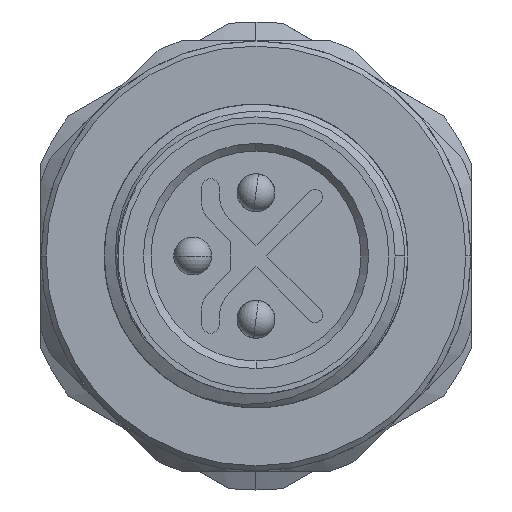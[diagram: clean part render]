
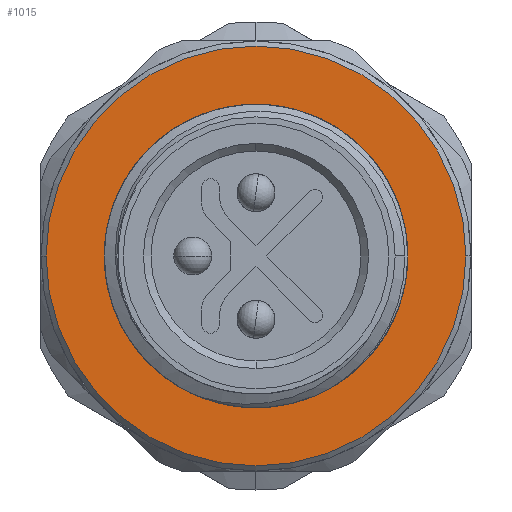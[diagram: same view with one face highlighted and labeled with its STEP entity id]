
A CAD part, left-side view. The second image highlights one B-rep face of the part: STEP entity #1015.
In plain terms, the highlighted planar face has unit normal (-1, 0, 0).
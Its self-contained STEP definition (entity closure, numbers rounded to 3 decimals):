
#25 = EDGE_LOOP ( 'NONE', ( #6648, #12111 ) ) ;
#173 = CARTESIAN_POINT ( 'NONE',  ( 7.5, 0., 0. ) ) ;
#1015 = ADVANCED_FACE ( 'NONE', ( #13308, #11520 ), #17616, .F. ) ;
#2035 = CIRCLE ( 'NONE', #11013, 6. ) ;
#2483 = AXIS2_PLACEMENT_3D ( 'NONE', #173, #6384, #7979 ) ;
#2594 = CARTESIAN_POINT ( 'NONE',  ( 7.5, 0., 8.3 ) ) ;
#2941 = EDGE_CURVE ( 'NONE', #9313, #17418, #3772, .T. ) ;
#3772 = CIRCLE ( 'NONE', #2483, 8.3 ) ;
#3852 = DIRECTION ( 'NONE',  ( 0., 0., -1. ) ) ;
#3900 = CARTESIAN_POINT ( 'NONE',  ( 7.5, 6., 0. ) ) ;
#4239 = ORIENTED_EDGE ( 'NONE', *, *, #2941, .T. ) ;
#6384 = DIRECTION ( 'NONE',  ( -1., 0., 0. ) ) ;
#6648 = ORIENTED_EDGE ( 'NONE', *, *, #11603, .F. ) ;
#6942 = AXIS2_PLACEMENT_3D ( 'NONE', #13281, #11884, #14417 ) ;
#7077 = DIRECTION ( 'NONE',  ( 0., 0., -1. ) ) ;
#7979 = DIRECTION ( 'NONE',  ( 0., 0., -1. ) ) ;
#8582 = CARTESIAN_POINT ( 'NONE',  ( 7.5, 0., -6. ) ) ;
#9303 = DIRECTION ( 'NONE',  ( 0., 0., 1. ) ) ;
#9313 = VERTEX_POINT ( 'NONE', #2594 ) ;
#9953 = EDGE_CURVE ( 'NONE', #17418, #9313, #18436, .T. ) ;
#9979 = EDGE_LOOP ( 'NONE', ( #15702, #4239 ) ) ;
#10003 = DIRECTION ( 'NONE',  ( 1., 0., 0. ) ) ;
#11013 = AXIS2_PLACEMENT_3D ( 'NONE', #17307, #12602, #9303 ) ;
#11520 = FACE_BOUND ( 'NONE', #25, .T. ) ;
#11603 = EDGE_CURVE ( 'NONE', #18814, #16944, #15597, .T. ) ;
#11884 = DIRECTION ( 'NONE',  ( -1., 0., 0. ) ) ;
#12111 = ORIENTED_EDGE ( 'NONE', *, *, #18201, .F. ) ;
#12602 = DIRECTION ( 'NONE',  ( -1., 0., 0. ) ) ;
#13281 = CARTESIAN_POINT ( 'NONE',  ( 7.5, 0., 0. ) ) ;
#13308 = FACE_OUTER_BOUND ( 'NONE', #9979, .T. ) ;
#14365 = DIRECTION ( 'NONE',  ( -1., 0., 0. ) ) ;
#14417 = DIRECTION ( 'NONE',  ( 0., 0., 1. ) ) ;
#14468 = CARTESIAN_POINT ( 'NONE',  ( 7.5, 0., -8.3 ) ) ;
#14629 = AXIS2_PLACEMENT_3D ( 'NONE', #3900, #10003, #7077 ) ;
#14675 = CARTESIAN_POINT ( 'NONE',  ( 7.5, 0., 6. ) ) ;
#15597 = CIRCLE ( 'NONE', #6942, 6. ) ;
#15702 = ORIENTED_EDGE ( 'NONE', *, *, #9953, .T. ) ;
#16944 = VERTEX_POINT ( 'NONE', #8582 ) ;
#17307 = CARTESIAN_POINT ( 'NONE',  ( 7.5, 0., 0. ) ) ;
#17358 = CARTESIAN_POINT ( 'NONE',  ( 7.5, 0., 0. ) ) ;
#17418 = VERTEX_POINT ( 'NONE', #14468 ) ;
#17471 = AXIS2_PLACEMENT_3D ( 'NONE', #17358, #14365, #3852 ) ;
#17616 = PLANE ( 'NONE',  #14629 ) ;
#18201 = EDGE_CURVE ( 'NONE', #16944, #18814, #2035, .T. ) ;
#18436 = CIRCLE ( 'NONE', #17471, 8.3 ) ;
#18814 = VERTEX_POINT ( 'NONE', #14675 ) ;
